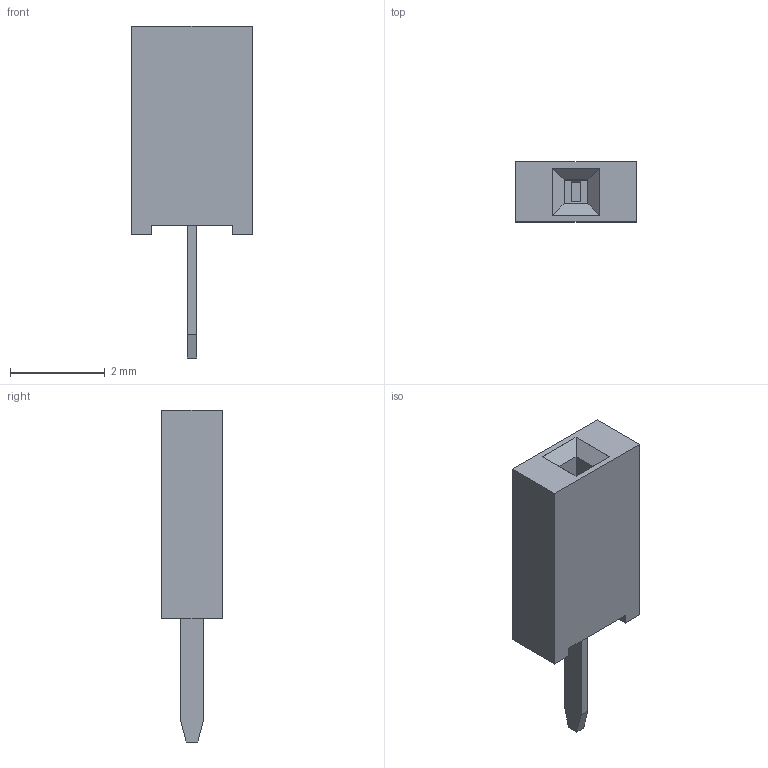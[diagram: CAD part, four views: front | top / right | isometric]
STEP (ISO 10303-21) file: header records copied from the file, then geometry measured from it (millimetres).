
FILE_DESCRIPTION(/* description */ ('model of PinSocket_1x01_P1.27mm_Vertical'),/* implementation_level */ '2;1');
FILE_NAME(/* name */ 'PinSocket_1x01_P1.27mm_Vertical.step',/* time_stamp */ '2017-11-27T06:07:11',/* author */ ('Terje Io','https://github.com/terjeio'),/* organization */ ('FreeCAD'),/* preprocessor_version */ 'OCC',/* originating_system */ 'kicad StepUp',/* authorisation */ '');
FILE_SCHEMA(('AUTOMOTIVE_DESIGN_CC2 { 1 2 10303 214 -1 1 5 4 }'));
Length unit declared in the file: millimetre
Products named in the file (1): PinSocket_1x01_P127mm_Vertical
Bounding box: 2.54 x 1.27 x 7 mm (x, y, z)
Volume: 13.1 mm3; surface area: 51.3 mm2
Topology: 1 solids, 1 shells, 41 faces, 104 edges, 68 vertices
Faces by surface type: plane 41
Entity records: 825 total; most frequent: ORIENTED_EDGE 152, EDGE_CURVE 104, LINE 98, CARTESIAN_POINT 89, VERTEX_POINT 68, FACE_BOUND 44, EDGE_LOOP 44, ADVANCED_FACE 41
